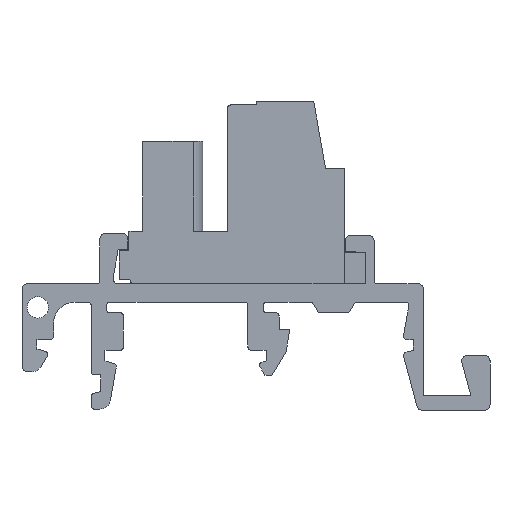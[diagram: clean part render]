
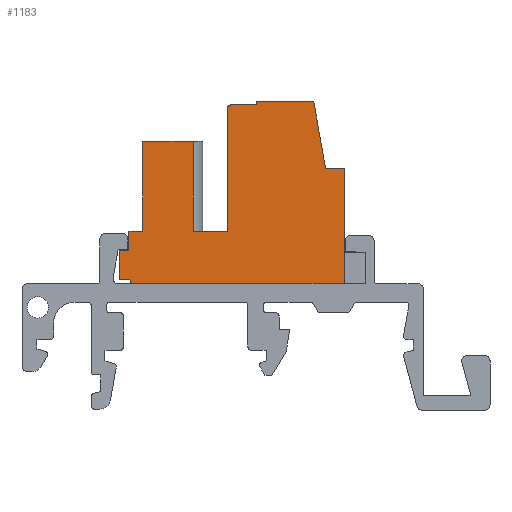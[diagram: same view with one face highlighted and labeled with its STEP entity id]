
A CAD part, left-side view. The second image highlights one B-rep face of the part: STEP entity #1183.
In plain terms, the highlighted planar face has unit normal (-1, 0, 0).
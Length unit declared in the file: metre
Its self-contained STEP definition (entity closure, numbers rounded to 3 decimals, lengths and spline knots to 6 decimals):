
#1183=ADVANCED_FACE('',(#2504),#2505,.F.);
#2504=FACE_OUTER_BOUND('',#3928,.T.);
#2505=PLANE('',#3929);
#3928=EDGE_LOOP('',(#7424,#7425,#7426,#7427,#7428,#7429,#7430,#7431,#7432,#7433,#7434,#7435,#7436,#7437,#7438,#7439,#7440,#7441,#7442));
#3929=AXIS2_PLACEMENT_3D('',#7443,#7444,#7445);
#7424=ORIENTED_EDGE('',*,*,#8931,.F.);
#7425=ORIENTED_EDGE('',*,*,#8871,.T.);
#7426=ORIENTED_EDGE('',*,*,#8623,.T.);
#7427=ORIENTED_EDGE('',*,*,#8641,.T.);
#7428=ORIENTED_EDGE('',*,*,#9623,.F.);
#7429=ORIENTED_EDGE('',*,*,#9624,.F.);
#7430=ORIENTED_EDGE('',*,*,#9263,.F.);
#7431=ORIENTED_EDGE('',*,*,#9625,.T.);
#7432=ORIENTED_EDGE('',*,*,#8833,.F.);
#7433=ORIENTED_EDGE('',*,*,#9626,.F.);
#7434=ORIENTED_EDGE('',*,*,#9627,.F.);
#7435=ORIENTED_EDGE('',*,*,#9078,.F.);
#7436=ORIENTED_EDGE('',*,*,#8479,.T.);
#7437=ORIENTED_EDGE('',*,*,#9004,.F.);
#7438=ORIENTED_EDGE('',*,*,#9628,.F.);
#7439=ORIENTED_EDGE('',*,*,#9629,.T.);
#7440=ORIENTED_EDGE('',*,*,#9630,.F.);
#7441=ORIENTED_EDGE('',*,*,#9631,.T.);
#7442=ORIENTED_EDGE('',*,*,#8274,.T.);
#7443=CARTESIAN_POINT('',(0.027709,0.18105,0.089516));
#7444=DIRECTION('',(1.0,0.,0.));
#7445=DIRECTION('',(0.,1.0,0.0));
#8274=EDGE_CURVE('',#9859,#9863,#9865,.T.);
#8479=EDGE_CURVE('',#10234,#10232,#10235,.T.);
#8623=EDGE_CURVE('',#10486,#10484,#10487,.T.);
#8641=EDGE_CURVE('',#10484,#10511,#10514,.T.);
#8833=EDGE_CURVE('',#10819,#10815,#10821,.T.);
#8871=EDGE_CURVE('',#10878,#10486,#10879,.T.);
#8931=EDGE_CURVE('',#10878,#9863,#10969,.T.);
#9004=EDGE_CURVE('',#11075,#10232,#11077,.T.);
#9078=EDGE_CURVE('',#10234,#11188,#11189,.T.);
#9263=EDGE_CURVE('',#11466,#11464,#11468,.T.);
#9623=EDGE_CURVE('',#11913,#10511,#11914,.T.);
#9624=EDGE_CURVE('',#11464,#11913,#11915,.T.);
#9625=EDGE_CURVE('',#11466,#10815,#11916,.T.);
#9626=EDGE_CURVE('',#11917,#10819,#11918,.T.);
#9627=EDGE_CURVE('',#11188,#11917,#11919,.T.);
#9628=EDGE_CURVE('',#11920,#11075,#11921,.T.);
#9629=EDGE_CURVE('',#11920,#11922,#11923,.T.);
#9630=EDGE_CURVE('',#11924,#11922,#11925,.T.);
#9631=EDGE_CURVE('',#11924,#9859,#11926,.T.);
#9859=VERTEX_POINT('',#12203);
#9863=VERTEX_POINT('',#12209);
#9865=LINE('',#12212,#12213);
#10232=VERTEX_POINT('',#12711);
#10234=VERTEX_POINT('',#12714);
#10235=LINE('',#12715,#12716);
#10484=VERTEX_POINT('',#13066);
#10486=VERTEX_POINT('',#13069);
#10487=LINE('',#13070,#13071);
#10511=VERTEX_POINT('',#13107);
#10514=LINE('',#13111,#13112);
#10815=VERTEX_POINT('',#13528);
#10819=VERTEX_POINT('',#13533);
#10821=CIRCLE('',#13536,0.0003);
#10878=VERTEX_POINT('',#13615);
#10879=LINE('',#13616,#13617);
#10969=CIRCLE('',#13741,0.0004);
#11075=VERTEX_POINT('',#13887);
#11077=LINE('',#13890,#13891);
#11188=VERTEX_POINT('',#14040);
#11189=LINE('',#14041,#14042);
#11464=VERTEX_POINT('',#14438);
#11466=VERTEX_POINT('',#14441);
#11468=LINE('',#14444,#14445);
#11913=VERTEX_POINT('',#15069);
#11914=LINE('',#15070,#15071);
#11915=LINE('',#15072,#15073);
#11916=LINE('',#15074,#15075);
#11917=VERTEX_POINT('',#15076);
#11918=LINE('',#15077,#15078);
#11919=LINE('',#15079,#15080);
#11920=VERTEX_POINT('',#15081);
#11921=LINE('',#15082,#15083);
#11922=VERTEX_POINT('',#15084);
#11923=LINE('',#15085,#15086);
#11924=VERTEX_POINT('',#15087);
#11925=LINE('',#15088,#15089);
#11926=LINE('',#15090,#15091);
#12203=CARTESIAN_POINT('',(0.027709,0.18295,0.087916));
#12209=CARTESIAN_POINT('',(0.027709,0.18195,0.087916));
#12212=CARTESIAN_POINT('',(0.027709,0.18105,0.087916));
#12213=VECTOR('',#15387,1.0);
#12711=CARTESIAN_POINT('',(0.027709,0.18075,0.100816));
#12714=CARTESIAN_POINT('',(0.027709,0.17605,0.100816));
#12715=CARTESIAN_POINT('',(0.027709,0.18085,0.100816));
#12716=VECTOR('',#15637,1.0);
#13066=CARTESIAN_POINT('',(0.027709,0.16195,0.098266));
#13069=CARTESIAN_POINT('',(0.027709,0.16195,0.087516));
#13070=CARTESIAN_POINT('',(0.027709,0.16195,0.089516));
#13071=VECTOR('',#15782,1.0);
#13107=CARTESIAN_POINT('',(0.027709,0.163682,0.098266));
#13111=CARTESIAN_POINT('',(0.027709,0.16195,0.098266));
#13112=VECTOR('',#15796,1.0);
#13528=CARTESIAN_POINT('',(0.027709,0.17255,0.104216));
#13533=CARTESIAN_POINT('',(0.027709,0.17285,0.103916));
#13536=AXIS2_PLACEMENT_3D('',#16001,#16002,#16003);
#13615=CARTESIAN_POINT('',(0.027709,0.18155,0.087516));
#13616=CARTESIAN_POINT('',(0.027709,0.18195,0.087516));
#13617=VECTOR('',#16041,1.0);
#13741=AXIS2_PLACEMENT_3D('',#16106,#16107,#16108);
#13887=CARTESIAN_POINT('',(0.027709,0.18075,0.092416));
#13890=CARTESIAN_POINT('',(0.027709,0.18075,0.089516));
#13891=VECTOR('',#16180,1.0);
#14040=CARTESIAN_POINT('',(0.027709,0.17605,0.092416));
#14041=CARTESIAN_POINT('',(0.027709,0.17605,0.089516));
#14042=VECTOR('',#16255,1.0);
#14438=CARTESIAN_POINT('',(0.027709,0.1701,0.104516));
#14441=CARTESIAN_POINT('',(0.027709,0.1701,0.104216));
#14444=CARTESIAN_POINT('',(0.027709,0.1701,0.104215));
#14445=VECTOR('',#16475,1.0);
#15069=CARTESIAN_POINT('',(0.027709,0.164784,0.104516));
#15070=CARTESIAN_POINT('',(0.027709,0.164699,0.104032));
#15071=VECTOR('',#16769,1.0);
#15072=CARTESIAN_POINT('',(0.027709,0.16195,0.104516));
#15073=VECTOR('',#16770,1.0);
#15074=CARTESIAN_POINT('',(0.027709,0.16195,0.104216));
#15075=VECTOR('',#16771,1.0);
#15076=CARTESIAN_POINT('',(0.027709,0.17285,0.092416));
#15077=CARTESIAN_POINT('',(0.027709,0.17285,0.089516));
#15078=VECTOR('',#16772,1.0);
#15079=CARTESIAN_POINT('',(0.027709,0.17495,0.092416));
#15080=VECTOR('',#16773,1.0);
#15081=CARTESIAN_POINT('',(0.027709,0.18205,0.092416));
#15082=CARTESIAN_POINT('',(0.027709,0.17495,0.092416));
#15083=VECTOR('',#16774,1.0);
#15084=CARTESIAN_POINT('',(0.027709,0.18205,0.090616));
#15085=CARTESIAN_POINT('',(0.027709,0.18205,0.090616));
#15086=VECTOR('',#16775,1.0);
#15087=CARTESIAN_POINT('',(0.027709,0.18295,0.090616));
#15088=CARTESIAN_POINT('',(0.027709,0.18195,0.090616));
#15089=VECTOR('',#16776,1.0);
#15090=CARTESIAN_POINT('',(0.027709,0.18295,0.104416));
#15091=VECTOR('',#16777,1.0);
#15387=DIRECTION('',(0.,-1.0,0.));
#15637=DIRECTION('',(0.,1.0,0.));
#15782=DIRECTION('',(0.,0.,1.0));
#15796=DIRECTION('',(0.,1.0,0.));
#16001=CARTESIAN_POINT('',(0.027709,0.17255,0.103916));
#16002=DIRECTION('',(1.0,0.,0.));
#16003=DIRECTION('',(0.,0.,1.0));
#16041=DIRECTION('',(0.,-1.0,0.));
#16106=CARTESIAN_POINT('',(0.027709,0.18155,0.087916));
#16107=DIRECTION('',(1.0,0.,0.));
#16108=DIRECTION('',(0.,0.,1.0));
#16180=DIRECTION('',(0.,0.,1.0));
#16255=DIRECTION('',(0.,0.,-1.0));
#16475=DIRECTION('',(0.,0.,1.0));
#16769=DIRECTION('',(0.,-0.174,-0.985));
#16770=DIRECTION('',(0.,-1.0,0.));
#16771=DIRECTION('',(0.,1.0,0.));
#16772=DIRECTION('',(0.,0.,1.0));
#16773=DIRECTION('',(0.,-1.0,0.));
#16774=DIRECTION('',(0.,-1.0,0.));
#16775=DIRECTION('',(0.,0.,-1.0));
#16776=DIRECTION('',(0.,-1.0,0.));
#16777=DIRECTION('',(0.,0.,-1.0));
